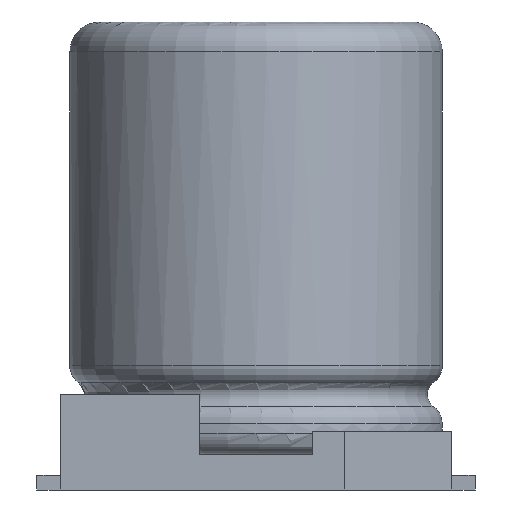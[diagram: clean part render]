
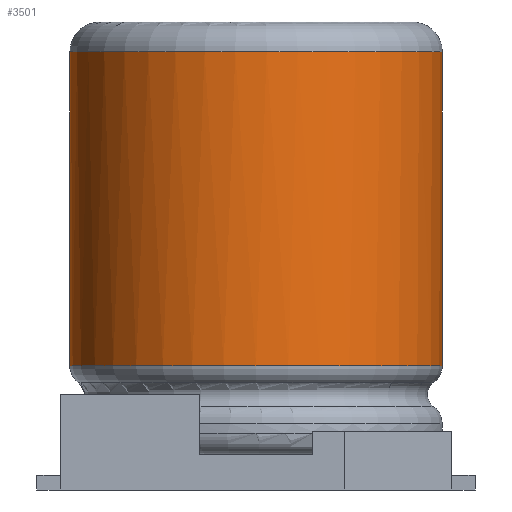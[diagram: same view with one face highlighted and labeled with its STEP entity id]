
A CAD part, front view. The second image highlights one B-rep face of the part: STEP entity #3501.
In plain terms, the highlighted cylindrical face has radius 3.125 mm (diameter 6.25 mm), a full revolution.
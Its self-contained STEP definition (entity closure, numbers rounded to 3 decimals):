
#22=CYLINDRICAL_SURFACE('',#3647,3.125);
#40=CIRCLE('',#3646,3.125);
#41=CIRCLE('',#3648,3.125);
#234=FACE_BOUND('',#599,.T.);
#397=FACE_OUTER_BOUND('',#598,.T.);
#598=EDGE_LOOP('',(#3025));
#599=EDGE_LOOP('',(#3026));
#1657=VERTEX_POINT('',#6086);
#1658=VERTEX_POINT('',#6089);
#2124=EDGE_CURVE('',#1657,#1657,#40,.T.);
#2125=EDGE_CURVE('',#1658,#1658,#41,.T.);
#3025=ORIENTED_EDGE('',*,*,#2124,.T.);
#3026=ORIENTED_EDGE('',*,*,#2125,.F.);
#3501=ADVANCED_FACE('',(#397,#234),#22,.T.);
#3646=AXIS2_PLACEMENT_3D('',#6087,#4237,#4238);
#3647=AXIS2_PLACEMENT_3D('',#6088,#4239,#4240);
#3648=AXIS2_PLACEMENT_3D('',#6090,#4241,#4242);
#4237=DIRECTION('center_axis',(0.,0.,
-1.));
#4238=DIRECTION('ref_axis',(1.,0.,0.));
#4239=DIRECTION('center_axis',(0.,0.,
-1.));
#4240=DIRECTION('ref_axis',(1.,0.,0.));
#4241=DIRECTION('center_axis',(0.,0.,
-1.));
#4242=DIRECTION('ref_axis',(1.,0.,0.));
#6086=CARTESIAN_POINT('',(3.125,0.,7.35));
#6087=CARTESIAN_POINT('Origin',(0.,0.,
7.35));
#6088=CARTESIAN_POINT('Origin',(0.,0.,
4.719));
#6089=CARTESIAN_POINT('',(3.125,0.,2.087));
#6090=CARTESIAN_POINT('Origin',(0.,0.,
2.087));
